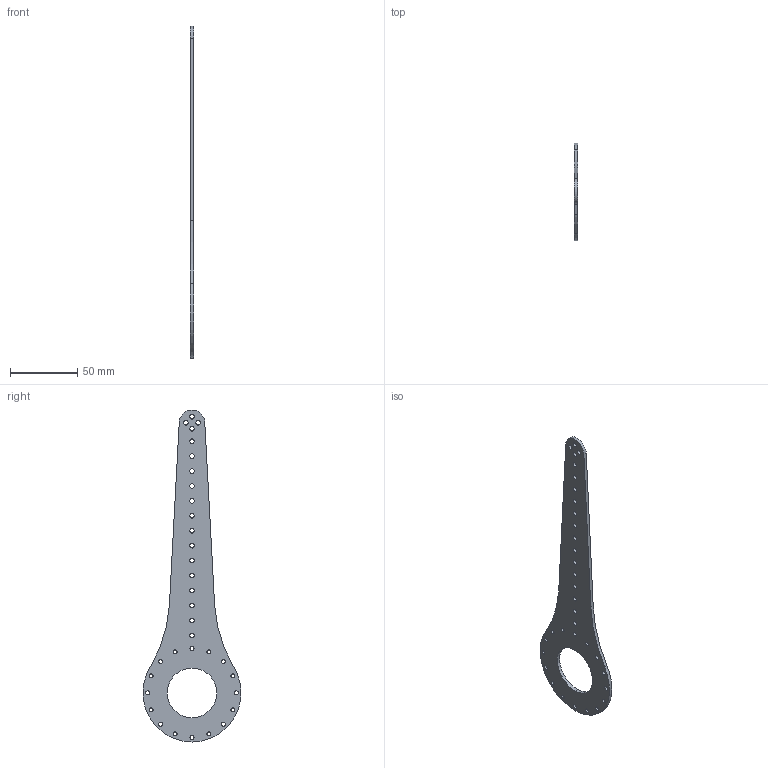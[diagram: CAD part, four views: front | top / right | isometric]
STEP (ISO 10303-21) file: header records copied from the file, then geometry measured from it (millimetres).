
FILE_DESCRIPTION (( 'STEP AP214' ), '1' );
FILE_NAME ('Outer_Upper^Upper Extremedy V3.STEP', '2021-02-19T00:24:05', ( '' ), ( '' ), 'SwSTEP 2.0', 'SolidWorks 2019', '' );
FILE_SCHEMA (( 'AUTOMOTIVE_DESIGN' ));
Length unit declared in the file: inch
Products named in the file (1): Outer_Upper^Upper Extremedy V3
Bounding box: 2.5 x 72.91 x 247.04 mm (x, y, z)
Volume: 19548.4 mm3; surface area: 18172.7 mm2
Topology: 1 solids, 1 shells, 79 faces, 231 edges, 154 vertices
Faces by surface type: cylinder 75, plane 4
Entity records: 2895 total; most frequent: DIRECTION 541, CARTESIAN_POINT 465, ORIENTED_EDGE 462, EDGE_CURVE 231, AXIS2_PLACEMENT_3D 230, VERTEX_POINT 154, CIRCLE 150, EDGE_LOOP 149
